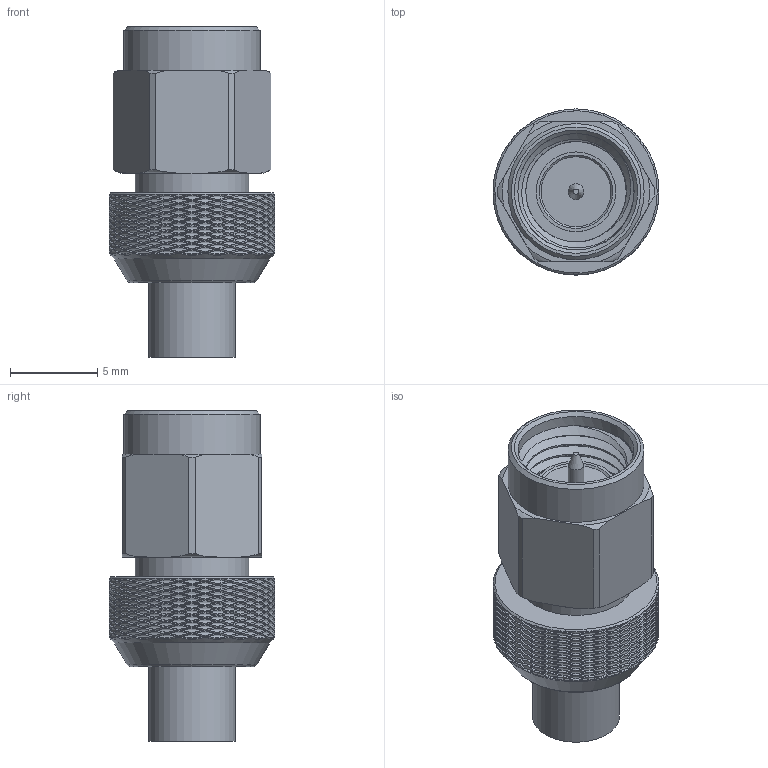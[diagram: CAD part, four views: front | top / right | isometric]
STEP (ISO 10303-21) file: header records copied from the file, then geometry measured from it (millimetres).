
FILE_DESCRIPTION( ( 'Unknown' ), '1' );
FILE_NAME( '64403206111000.stp', 'Unknown', ( 'Unknown' ), ( 'Unknown' ), 'PSStep 21.0.46', 'Unknown', ' ' );
FILE_SCHEMA( ( 'AUTOMOTIVE_DESIGN { 1 0 10303 214 1 1 1 1 }' ) );
Length unit declared in the file: millimetre
Products named in the file (4): 64403206111000_connector body
Bounding box: 9.5 x 9.5 x 18.93 mm (x, y, z)
Volume: 1441.3 mm3; surface area: 2635.2 mm2
Topology: 4 solids, 4 shells, 4694 faces, 10138 edges, 5404 vertices
Faces by surface type: bspline 3204, cylinder 968, plane 344, cone 156, torus 22
Full cylindrical faces by diameter (mm): 0.54 x2, 0.9 x2, 0.95 x2, 1 x2, 1.95 x2, 3.05 x2, 3.4 x2, 4.56 x2, 4.75 x2, 4.95 x2, 6 x2, 6.5 x4, 6.66 x12, 6.87 x2, 7 x2, 7.8 x2
Entity records: 257598 total; most frequent: CARTESIAN_POINT 156936, ORIENTED_EDGE 20000, EDGE_CURVE 10000, VERTEX_POINT 5350, DIRECTION 5184, EDGE_LOOP 4876, FACE_OUTER_BOUND 4732, STYLED_ITEM 4686
